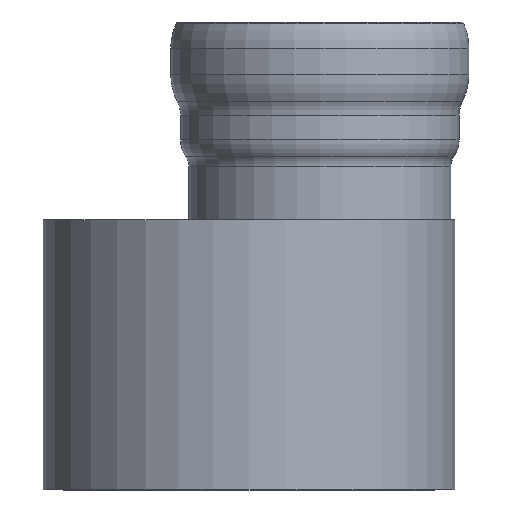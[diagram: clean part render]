
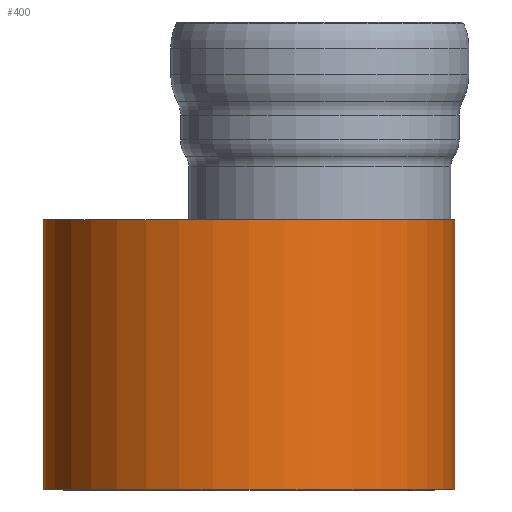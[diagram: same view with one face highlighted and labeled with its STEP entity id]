
A CAD part, front view. The second image highlights one B-rep face of the part: STEP entity #400.
In plain terms, the highlighted cylindrical face has radius 1250 mm (diameter 2500 mm), a full revolution.
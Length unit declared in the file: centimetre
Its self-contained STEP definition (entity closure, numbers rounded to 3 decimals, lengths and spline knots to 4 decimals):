
#30=LINE('',#689,#41);
#41=VECTOR('',#530,125.);
#52=CYLINDRICAL_SURFACE('',#436,125.);
#67=FACE_OUTER_BOUND('',#94,.T.);
#94=EDGE_LOOP('',(#285,#286,#287,#288));
#119=CIRCLE('',#425,125.);
#127=CIRCLE('',#437,125.);
#169=VERTEX_POINT('',#667);
#176=VERTEX_POINT('',#688);
#208=EDGE_CURVE('',#169,#169,#119,.T.);
#218=EDGE_CURVE('',#169,#176,#30,.T.);
#219=EDGE_CURVE('',#176,#176,#127,.T.);
#285=ORIENTED_EDGE('',*,*,#208,.F.);
#286=ORIENTED_EDGE('',*,*,#218,.T.);
#287=ORIENTED_EDGE('',*,*,#219,.F.);
#288=ORIENTED_EDGE('',*,*,#218,.F.);
#400=ADVANCED_FACE('',(#67),#52,.T.);
#425=AXIS2_PLACEMENT_3D('',#668,#504,#505);
#436=AXIS2_PLACEMENT_3D('',#687,#528,#529);
#437=AXIS2_PLACEMENT_3D('',#690,#531,#532);
#504=DIRECTION('center_axis',(0.,0.,1.));
#505=DIRECTION('ref_axis',(1.,0.,0.));
#528=DIRECTION('center_axis',(0.,0.,1.));
#529=DIRECTION('ref_axis',(1.,0.,0.));
#530=DIRECTION('',(0.,0.,-1.));
#531=DIRECTION('center_axis',(0.,0.,-1.));
#532=DIRECTION('ref_axis',(1.,0.,0.));
#667=CARTESIAN_POINT('',(-125.,0.,164.));
#668=CARTESIAN_POINT('Origin',(0.,0.,164.));
#687=CARTESIAN_POINT('Origin',(0.,0.,80.));
#688=CARTESIAN_POINT('',(-125.,0.,0.));
#689=CARTESIAN_POINT('',(-125.,0.,80.));
#690=CARTESIAN_POINT('Origin',(0.,0.,0.));
